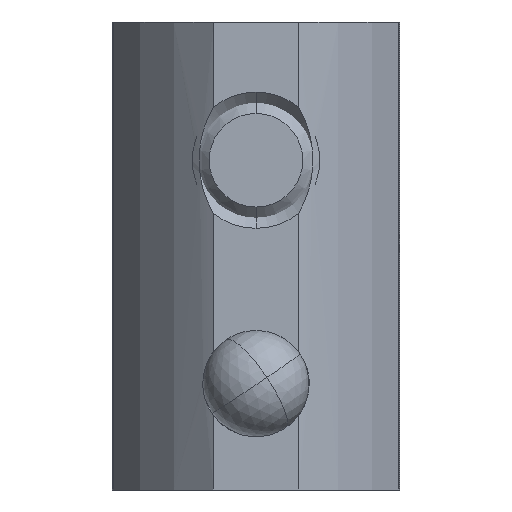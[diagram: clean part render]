
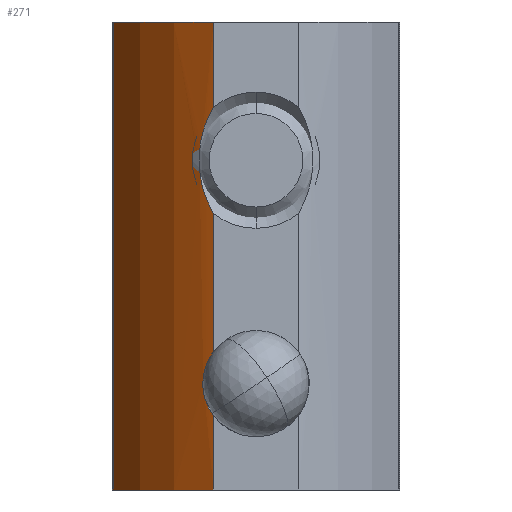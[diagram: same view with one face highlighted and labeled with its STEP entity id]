
A CAD part, front view. The second image highlights one B-rep face of the part: STEP entity #271.
In plain terms, the highlighted cylindrical face has radius 15 mm (diameter 30 mm), a partial arc.
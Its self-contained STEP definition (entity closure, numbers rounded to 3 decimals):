
#271=ADVANCED_FACE('NONE',(#672),#673,.T.);
#672=FACE_OUTER_BOUND('',#1230,.T.);
#673=CYLINDRICAL_SURFACE('',#1231,15.0);
#1230=EDGE_LOOP('',(#6921,#6922,#6923,#6924,#6925,#6926,#6927,#6928,#6929));
#1231=AXIS2_PLACEMENT_3D('',#6930,#6931,#6932);
#6921=ORIENTED_EDGE('',*,*,#8300,.T.);
#6922=ORIENTED_EDGE('',*,*,#8325,.T.);
#6923=ORIENTED_EDGE('',*,*,#8334,.T.);
#6924=ORIENTED_EDGE('',*,*,#8287,.T.);
#6925=ORIENTED_EDGE('',*,*,#8362,.T.);
#6926=ORIENTED_EDGE('',*,*,#8336,.T.);
#6927=ORIENTED_EDGE('',*,*,#8281,.T.);
#6928=ORIENTED_EDGE('',*,*,#8343,.T.);
#6929=ORIENTED_EDGE('',*,*,#8357,.F.);
#6930=CARTESIAN_POINT('',(6.854,3.108,6.5));
#6931=DIRECTION('',(0.0,0.0,1.0));
#6932=DIRECTION('',(-1.0,0.0,0.0));
#8281=EDGE_CURVE('NONE',#8939,#8937,#8940,.T.);
#8287=EDGE_CURVE('NONE',#8950,#8948,#8951,.T.);
#8300=EDGE_CURVE('NONE',#8966,#8971,#8973,.T.);
#8325=EDGE_CURVE('NONE',#8971,#9012,#9014,.T.);
#8334=EDGE_CURVE('NONE',#9012,#8950,#9029,.T.);
#8336=EDGE_CURVE('NONE',#9031,#8939,#9032,.T.);
#8343=EDGE_CURVE('NONE',#8937,#9039,#9040,.T.);
#8357=EDGE_CURVE('NONE',#8966,#9039,#9063,.T.);
#8362=EDGE_CURVE('NONE',#8948,#9031,#9068,.T.);
#8937=VERTEX_POINT('NONE',#9884);
#8939=VERTEX_POINT('NONE',#9886);
#8940=B_SPLINE_CURVE_WITH_KNOTS('',3,(#9887,#9888,#9889,#9890,#9891,#9892,#9893,#9894,#9895,#9896,#9897,#9898,#9899,#9900,#9901,#9902),.UNSPECIFIED.,.F.,.F.,(4,2,2,2,2,2,2,4),(0.,0.001,0.002,0.003,0.003,0.004,0.005,0.005),.UNSPECIFIED.);
#8948=VERTEX_POINT('NONE',#9911);
#8950=VERTEX_POINT('NONE',#9914);
#8951=B_SPLINE_CURVE_WITH_KNOTS('',3,(#9915,#9916,#9917,#9918,#9919,#9920,#9921,#9922),.UNSPECIFIED.,.F.,.F.,(4,2,2,4),(-0.002,-0.001,0.,0.0),.UNSPECIFIED.);
#8966=VERTEX_POINT('NONE',#9947);
#8971=VERTEX_POINT('NONE',#9953);
#8973=LINE('',#9955,#9956);
#9012=VERTEX_POINT('NONE',#10027);
#9014=CIRCLE('',#10030,15.0);
#9029=LINE('',#10048,#10049);
#9031=VERTEX_POINT('NONE',#10051);
#9032=LINE('',#10052,#10053);
#9039=VERTEX_POINT('NONE',#10060);
#9040=LINE('',#10061,#10062);
#9063=CIRCLE('',#10091,15.0);
#9068=B_SPLINE_CURVE_WITH_KNOTS('',3,(#10097,#10098,#10099,#10100,#10101,#10102,#10103,#10104),.UNSPECIFIED.,.F.,.F.,(4,2,2,4),(0.,0.,0.001,0.002),.UNSPECIFIED.);
#9884=CARTESIAN_POINT('',(-2.,-9.,2.498));
#9886=CARTESIAN_POINT('',(-2.,-9.,-2.498));
#9887=CARTESIAN_POINT('',(-2.,-9.,-2.498));
#9888=CARTESIAN_POINT('',(-2.211,-8.846,-2.132));
#9889=CARTESIAN_POINT('',(-2.377,-8.716,-1.741));
#9890=CARTESIAN_POINT('',(-2.553,-8.576,-1.111));
#9891=CARTESIAN_POINT('',(-2.599,-8.539,-0.892));
#9892=CARTESIAN_POINT('',(-2.66,-8.489,-0.452));
#9893=CARTESIAN_POINT('',(-2.675,-8.476,-0.23));
#9894=CARTESIAN_POINT('',(-2.676,-8.475,0.217));
#9895=CARTESIAN_POINT('',(-2.661,-8.488,0.444));
#9896=CARTESIAN_POINT('',(-2.6,-8.537,0.883));
#9897=CARTESIAN_POINT('',(-2.556,-8.574,1.099));
#9898=CARTESIAN_POINT('',(-2.439,-8.667,1.521));
#9899=CARTESIAN_POINT('',(-2.367,-8.723,1.728));
#9900=CARTESIAN_POINT('',(-2.2,-8.851,2.124));
#9901=CARTESIAN_POINT('',(-2.106,-8.923,2.314));
#9902=CARTESIAN_POINT('',(-2.,-9.,2.498));
#9911=CARTESIAN_POINT('',(-2.5,-8.618,-10.5));
#9914=CARTESIAN_POINT('',(-2.,-9.,-12.0));
#9915=CARTESIAN_POINT('',(-2.,-9.,-12.0));
#9916=CARTESIAN_POINT('',(-2.154,-8.888,-11.795));
#9917=CARTESIAN_POINT('',(-2.278,-8.792,-11.565));
#9918=CARTESIAN_POINT('',(-2.409,-8.69,-11.18));
#9919=CARTESIAN_POINT('',(-2.443,-8.664,-11.049));
#9920=CARTESIAN_POINT('',(-2.488,-8.628,-10.78));
#9921=CARTESIAN_POINT('',(-2.5,-8.618,-10.64));
#9922=CARTESIAN_POINT('',(-2.5,-8.618,-10.5));
#9947=CARTESIAN_POINT('',(-6.702,-3.314,6.5));
#9953=CARTESIAN_POINT('',(-6.702,-3.314,-15.5));
#9955=CARTESIAN_POINT('',(-6.702,-3.314,6.5));
#9956=VECTOR('',#14958,1000.0);
#10027=CARTESIAN_POINT('',(-2.,-9.,-15.5));
#10030=AXIS2_PLACEMENT_3D('',#14991,#14992,#14993);
#10048=CARTESIAN_POINT('',(-2.,-9.,6.5));
#10049=VECTOR('',#15009,1000.0);
#10051=CARTESIAN_POINT('',(-2.,-9.0,-9.));
#10052=CARTESIAN_POINT('',(-2.,-9.,6.5));
#10053=VECTOR('',#15010,1000.0);
#10060=CARTESIAN_POINT('',(-2.,-9.,6.5));
#10061=CARTESIAN_POINT('',(-2.,-9.,6.5));
#10062=VECTOR('',#15023,1000.0);
#10091=AXIS2_PLACEMENT_3D('',#15048,#15049,#15050);
#10097=CARTESIAN_POINT('',(-2.5,-8.618,-10.5));
#10098=CARTESIAN_POINT('',(-2.5,-8.618,-10.36));
#10099=CARTESIAN_POINT('',(-2.488,-8.627,-10.222));
#10100=CARTESIAN_POINT('',(-2.443,-8.663,-9.953));
#10101=CARTESIAN_POINT('',(-2.409,-8.69,-9.819));
#10102=CARTESIAN_POINT('',(-2.278,-8.792,-9.436));
#10103=CARTESIAN_POINT('',(-2.154,-8.888,-9.205));
#10104=CARTESIAN_POINT('',(-2.,-9.0,-9.));
#14958=DIRECTION('',(-0.0,-0.0,-1.0));
#14991=CARTESIAN_POINT('',(6.854,3.108,-15.5));
#14992=DIRECTION('',(0.0,0.0,1.0));
#14993=DIRECTION('',(-1.0,0.0,0.0));
#15009=DIRECTION('',(0.0,0.,1.0));
#15010=DIRECTION('',(0.0,0.,1.0));
#15023=DIRECTION('',(0.0,0.,1.0));
#15048=CARTESIAN_POINT('',(6.854,3.108,6.5));
#15049=DIRECTION('',(0.0,0.0,1.0));
#15050=DIRECTION('',(-1.0,0.0,0.0));
